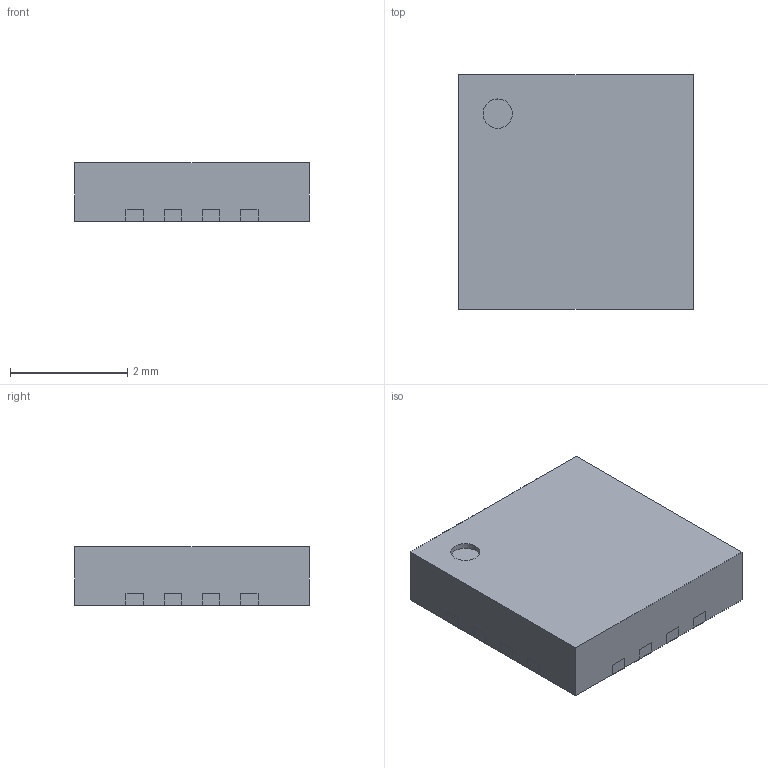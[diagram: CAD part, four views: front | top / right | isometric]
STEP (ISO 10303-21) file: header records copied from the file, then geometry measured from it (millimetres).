
FILE_DESCRIPTION(('Open CASCADE Model'),'2;1');
FILE_NAME('Open CASCADE Shape Model','2022-01-04T16:56:57',('Author'),( 'Open CASCADE'),'Open CASCADE STEP processor 6.8','Open CASCADE 6.8' ,'Unknown');
FILE_SCHEMA(('AUTOMOTIVE_DESIGN { 1 0 10303 214 1 1 1 1 }'));
Length unit declared in the file: millimetre
Products named in the file (7): MCP2221A_ML.step; Open CASCADE STEP translator 6.8 126.1; Body; Open CASCADE STEP translator 6.8 126.2.1; Thermal_Shape; Pin_Shape; Open CASCADE STEP translator 6.8 126.4.1
Assembly tree (21 placements, depth 3):
  MCP2221A_ML.step
    Open CASCADE STEP translator 6.8 126.1
    Body
      Open CASCADE STEP translator 6.8 126.2.1
    Thermal_Shape
    Pin_Shape  x16
      Open CASCADE STEP translator 6.8 126.4.1
Bounding box: 4 x 4 x 1 mm (x, y, z)
Volume: 16 mm3; surface area: 68.1 mm2
Topology: 18 solids, 19 shells, 240 faces, 479 edges, 277 vertices
Faces by surface type: plane 239, cylinder 1
Full cylindrical faces by diameter (mm): 0.5 x1
Entity records: 1026 total; most frequent: DIRECTION 166, CARTESIAN_POINT 148, ORIENTED_EDGE 117, EDGE_CURVE 59, LINE 56, VECTOR 56, AXIS2_PLACEMENT_3D 55, VERTEX_POINT 37
